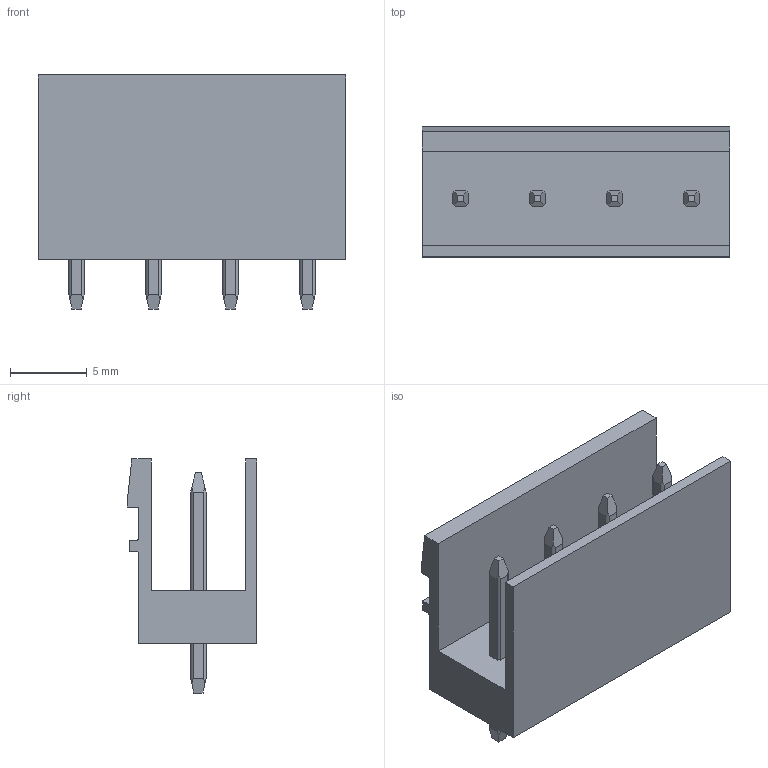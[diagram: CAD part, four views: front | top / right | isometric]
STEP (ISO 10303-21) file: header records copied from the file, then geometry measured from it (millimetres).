
FILE_DESCRIPTION(('CATIA V5 STEP Exchange','CAx-IF Rec.Pracs.--- Model Styling and Organization---1.4--- 2014-01-23'),'2;1');
FILE_NAME ('D1487369_0_1111480000_1111480000.stp','2021-05-17T11:14:19+00:00',('none'),('Weidmueller'),'CATIA Version 5-6 Release 2016 SP3 HF44','CATIA V5 STEP AP214','none');
FILE_SCHEMA(('AUTOMOTIVE_DESIGN { 1 0 10303 214 1 1 1 1 }'));
Length unit declared in the file: millimetre
Products named in the file (1): 1111480000
Bounding box: 20 x 8.43 x 15.2 mm (x, y, z)
Volume: 880.4 mm3; surface area: 1506.1 mm2
Topology: 5 solids, 5 shells, 123 faces, 339 edges, 226 vertices
Faces by surface type: plane 89, cylinder 34
Entity records: 4069 total; most frequent: CARTESIAN_POINT 940, ORIENTED_EDGE 678, DIRECTION 489, EDGE_CURVE 339, VECTOR 239, LINE 239, VERTEX_POINT 226, AXIS2_PLACEMENT_3D 143
